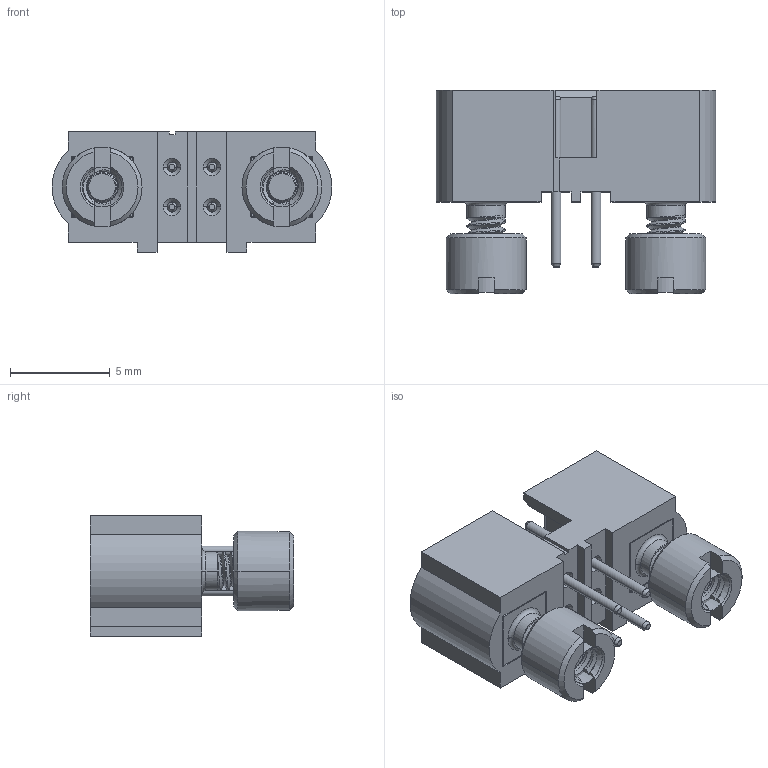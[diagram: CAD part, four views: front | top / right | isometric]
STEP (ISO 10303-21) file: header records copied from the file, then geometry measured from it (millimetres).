
FILE_DESCRIPTION((''),'2;1');
FILE_NAME('M80-5102022_ASM','2012-03-23T',('wbourne'),(''),'PRO/ENGINEER BY PARAMETRIC TECHNOLOGY CORPORATION, 2010280','PRO/ENGINEER BY PARAMETRIC TECHNOLOGY CORPORATION, 2010280','');
FILE_SCHEMA(('CONFIG_CONTROL_DESIGN','SHAPE_APPEARANCE_LAYERS_GROUPS'));
Length unit declared in the file: millimetre
Products named in the file (5): M80-2702098; M80-0200049; M80-211; M80-213; M80-5102022_ASM
Assembly tree (9 placements, depth 2):
  M80-5102022_ASM
    M80-2702098
    M80-0200049  x4
    M80-211  x2
    M80-213  x2
Bounding box: 14 x 10.2 x 6.05 mm (x, y, z)
Volume: 370.8 mm3; surface area: 1073.4 mm2
Topology: 9 solids, 15 shells, 459 faces, 1167 edges, 740 vertices
Faces by surface type: cylinder 150, plane 149, bspline 94, cone 62, torus 4
Entity records: 17238 total; most frequent: CARTESIAN_POINT 9245, ORIENTED_EDGE 1280, DIRECTION 1067, PRESENTATION_STYLE_ASSIGNMENT 658, STYLED_ITEM 653, CURVE_STYLE 646, EDGE_CURVE 646, VERTEX_POINT 415
